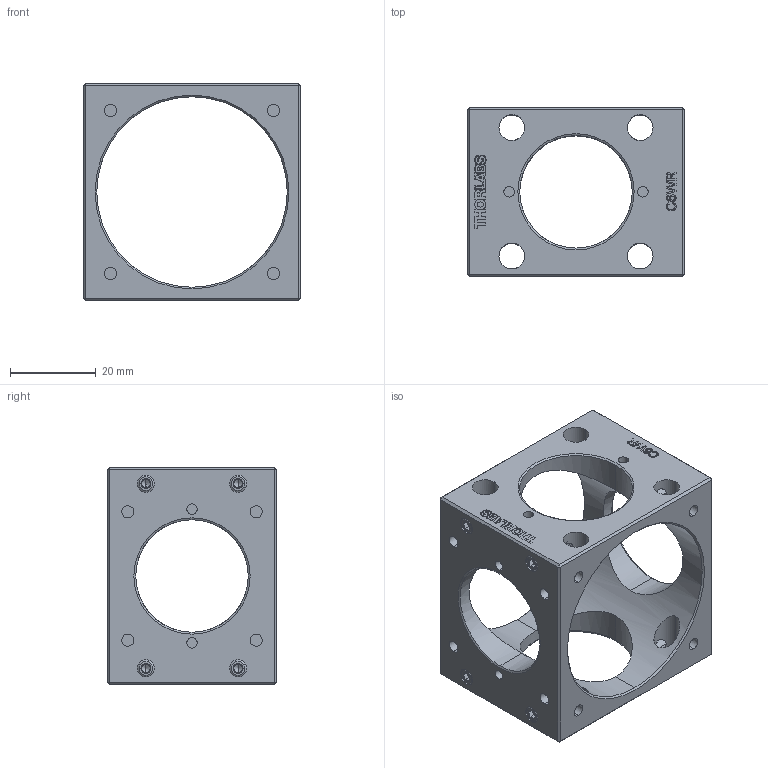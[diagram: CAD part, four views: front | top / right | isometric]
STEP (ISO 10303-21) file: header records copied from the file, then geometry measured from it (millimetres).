
FILE_DESCRIPTION (( 'STEP AP214' ), '1' );
FILE_NAME ('TTN210411-E0W.STEP', '2020-03-03T20:07:56', ( '' ), ( '' ), 'SwSTEP 2.0', 'SolidWorks 2018', '' );
FILE_SCHEMA (( 'AUTOMOTIVE_DESIGN' ));
Length unit declared in the file: inch
Products named in the file (1): TTN210411-E0W
Bounding box: 50.8 x 39.62 x 50.8 mm (x, y, z)
Volume: 28064.7 mm3; surface area: 15887.8 mm2
Topology: 9 solids, 9 shells, 646 faces, 1535 edges, 926 vertices
Faces by surface type: plane 296, cone 132, cylinder 122, bspline 96
Entity records: 30309 total; most frequent: CARTESIAN_POINT 7580, ORIENTED_EDGE 3006, DIRECTION 2697, EDGE_CURVE 1503, AXIS2_PLACEMENT_3D 935, VERTEX_POINT 926, VECTOR 827, LINE 827
